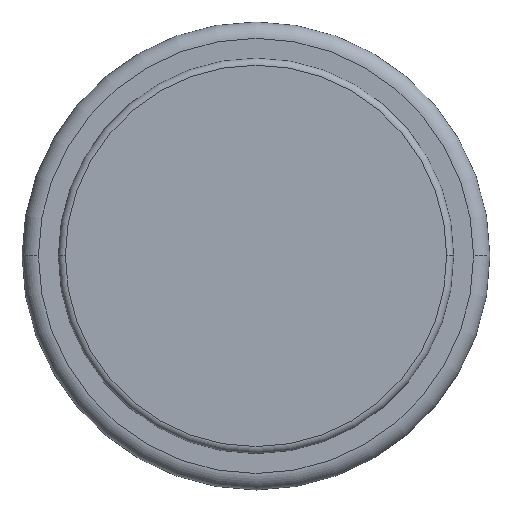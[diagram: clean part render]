
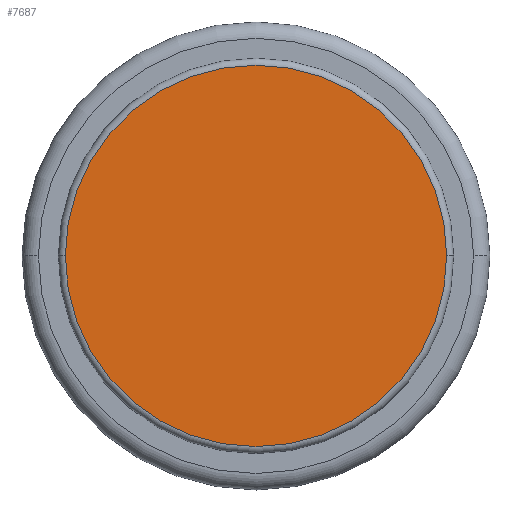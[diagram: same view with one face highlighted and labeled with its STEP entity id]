
A CAD part, top view. The second image highlights one B-rep face of the part: STEP entity #7687.
In plain terms, the highlighted planar face has unit normal (0, 0, 1).
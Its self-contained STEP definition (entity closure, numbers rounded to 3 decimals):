
#2755=CARTESIAN_POINT('',(0.,0.,3.2));
#2756=DIRECTION('',(0.,0.,1.));
#2757=DIRECTION('',(1.,0.,0.));
#2758=AXIS2_PLACEMENT_3D('',#2755,#2756,#2757);
#2760=CARTESIAN_POINT('',(0.,0.,3.2));
#2761=DIRECTION('',(0.,0.,1.));
#2762=DIRECTION('',(-1.,0.,0.));
#2763=AXIS2_PLACEMENT_3D('',#2760,#2761,#2762);
#2775=CARTESIAN_POINT('',(8.15,0.,3.2));
#2776=CARTESIAN_POINT('',(-8.15,0.,3.2));
#2777=VERTEX_POINT('',#2775);
#2778=VERTEX_POINT('',#2776);
#7677=CARTESIAN_POINT('',(0.,0.,3.2));
#7678=DIRECTION('',(0.,0.,1.));
#7679=DIRECTION('',(1.,0.,0.));
#7680=AXIS2_PLACEMENT_3D('',#7677,#7678,#7679);
#7681=PLANE('',#7680);
#7682=ORIENTED_EDGE('',*,*,#7667,.F.);
#7684=ORIENTED_EDGE('',*,*,#7683,.F.);
#7685=EDGE_LOOP('',(#7682,#7684));
#7686=FACE_OUTER_BOUND('',#7685,.F.);
#7687=ADVANCED_FACE('',(#7686),#7681,.T.);
#2759=CIRCLE('',#2758,8.15);
#2764=CIRCLE('',#2763,8.15);
#7667=EDGE_CURVE('',#2777,#2778,#2759,.T.);
#7683=EDGE_CURVE('',#2778,#2777,#2764,.T.);
